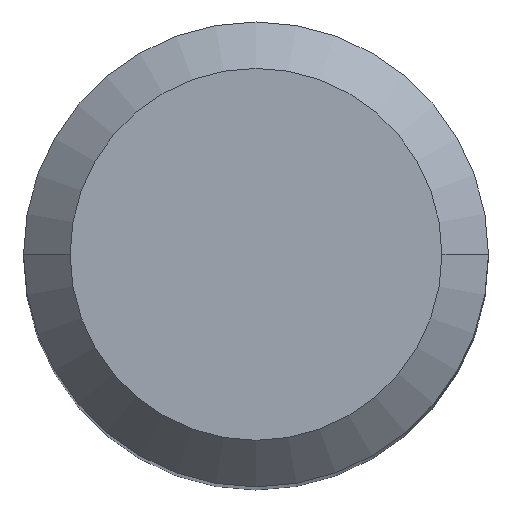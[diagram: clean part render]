
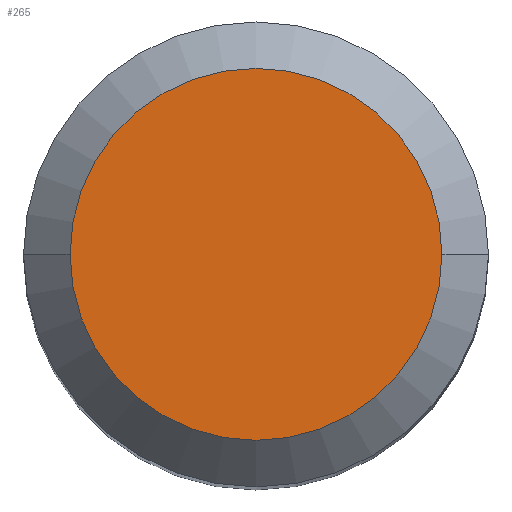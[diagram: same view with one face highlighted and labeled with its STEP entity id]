
A CAD part, top view. The second image highlights one B-rep face of the part: STEP entity #265.
In plain terms, the highlighted planar face has unit normal (0, 0, 1).
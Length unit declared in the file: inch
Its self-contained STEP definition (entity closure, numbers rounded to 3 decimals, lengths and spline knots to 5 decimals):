
#26 = FACE_OUTER_BOUND ( 'NONE', #347, .T. ) ;
#28 = CARTESIAN_POINT ( 'NONE',  ( -0.31496, 0., 0. ) ) ;
#51 = DIRECTION ( 'NONE',  ( 1., 0., 0. ) ) ;
#87 = DIRECTION ( 'NONE',  ( 0., 0., 1. ) ) ;
#92 = CARTESIAN_POINT ( 'NONE',  ( 0., 0., 0. ) ) ;
#96 = ORIENTED_EDGE ( 'NONE', *, *, #306, .T. ) ;
#97 = VERTEX_POINT ( 'NONE', #305 ) ;
#144 = CARTESIAN_POINT ( 'NONE',  ( 0., 0., 0. ) ) ;
#182 = DIRECTION ( 'NONE',  ( -1., 0., 0. ) ) ;
#201 = EDGE_CURVE ( 'NONE', #97, #320, #513, .T. ) ;
#233 = DIRECTION ( 'NONE',  ( 1., 0., 0. ) ) ;
#265 = ADVANCED_FACE ( 'NONE', ( #26 ), #390, .F. ) ;
#272 = DIRECTION ( 'NONE',  ( 0., 0., 1. ) ) ;
#281 = AXIS2_PLACEMENT_3D ( 'NONE', #144, #272, #233 ) ;
#305 = CARTESIAN_POINT ( 'NONE',  ( 0.31496, 0., 0. ) ) ;
#306 = EDGE_CURVE ( 'NONE', #320, #97, #432, .T. ) ;
#320 = VERTEX_POINT ( 'NONE', #28 ) ;
#347 = EDGE_LOOP ( 'NONE', ( #96, #466 ) ) ;
#366 = AXIS2_PLACEMENT_3D ( 'NONE', #479, #420, #182 ) ;
#390 = PLANE ( 'NONE',  #366 ) ;
#391 = AXIS2_PLACEMENT_3D ( 'NONE', #92, #87, #51 ) ;
#420 = DIRECTION ( 'NONE',  ( 0., 0., -1. ) ) ;
#432 = CIRCLE ( 'NONE', #281, 0.31496 ) ;
#466 = ORIENTED_EDGE ( 'NONE', *, *, #201, .T. ) ;
#479 = CARTESIAN_POINT ( 'NONE',  ( 0., 0., 0. ) ) ;
#513 = CIRCLE ( 'NONE', #391, 0.31496 ) ;
